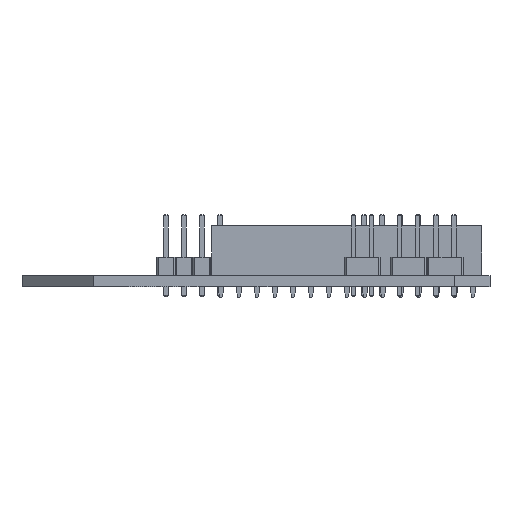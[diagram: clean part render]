
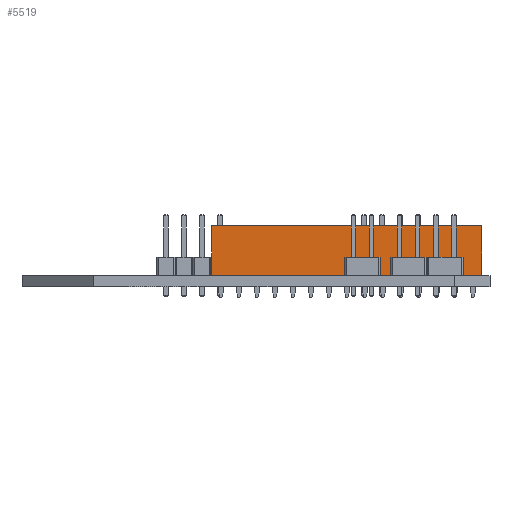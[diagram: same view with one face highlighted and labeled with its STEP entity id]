
A CAD part, front view. The second image highlights one B-rep face of the part: STEP entity #5519.
In plain terms, the highlighted face is planar.
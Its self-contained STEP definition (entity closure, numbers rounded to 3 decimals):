
#113 = PLANE('',#114);
#114 = AXIS2_PLACEMENT_3D('',#115,#116,#117);
#115 = CARTESIAN_POINT('',(-1.27,-36.83,0.));
#116 = DIRECTION('',(0.,1.,0.));
#117 = DIRECTION('',(1.,0.,0.));
#141 = PLANE('',#142);
#142 = AXIS2_PLACEMENT_3D('',#143,#144,#145);
#143 = CARTESIAN_POINT('',(1.27,-36.83,7.));
#144 = DIRECTION('',(-0.,0.,-1.));
#145 = DIRECTION('',(0.,-1.,-0.));
#169 = PLANE('',#170);
#170 = AXIS2_PLACEMENT_3D('',#171,#172,#173);
#171 = CARTESIAN_POINT('',(1.27,1.27,0.));
#172 = DIRECTION('',(0.,-1.,0.));
#173 = DIRECTION('',(-1.,0.,0.));
#211 = VERTEX_POINT('',#212);
#212 = CARTESIAN_POINT('',(-1.27,-36.83,0.));
#228 = PLANE('',#229);
#229 = AXIS2_PLACEMENT_3D('',#230,#231,#232);
#230 = CARTESIAN_POINT('',(1.27,-36.83,0.));
#231 = DIRECTION('',(-0.,0.,-1.));
#232 = DIRECTION('',(0.,-1.,-0.));
#240 = EDGE_CURVE('',#211,#241,#243,.T.);
#241 = VERTEX_POINT('',#242);
#242 = CARTESIAN_POINT('',(-1.27,-36.83,7.));
#243 = SURFACE_CURVE('',#244,(#248,#255),.PCURVE_S1.);
#244 = LINE('',#245,#246);
#245 = CARTESIAN_POINT('',(-1.27,-36.83,0.));
#246 = VECTOR('',#247,1.);
#247 = DIRECTION('',(0.,0.,1.));
#248 = PCURVE('',#113,#249);
#249 = DEFINITIONAL_REPRESENTATION('',(#250),#254);
#250 = LINE('',#251,#252);
#251 = CARTESIAN_POINT('',(0.,0.));
#252 = VECTOR('',#253,1.);
#253 = DIRECTION('',(0.,-1.));
#254 = ( GEOMETRIC_REPRESENTATION_CONTEXT(2) 
PARAMETRIC_REPRESENTATION_CONTEXT() REPRESENTATION_CONTEXT('2D SPACE',''
  ) );
#255 = PCURVE('',#256,#261);
#256 = PLANE('',#257);
#257 = AXIS2_PLACEMENT_3D('',#258,#259,#260);
#258 = CARTESIAN_POINT('',(-1.27,1.27,0.));
#259 = DIRECTION('',(1.,0.,0.));
#260 = DIRECTION('',(0.,-1.,0.));
#261 = DEFINITIONAL_REPRESENTATION('',(#262),#266);
#262 = LINE('',#263,#264);
#263 = CARTESIAN_POINT('',(38.1,0.));
#264 = VECTOR('',#265,1.);
#265 = DIRECTION('',(0.,-1.));
#266 = ( GEOMETRIC_REPRESENTATION_CONTEXT(2) 
PARAMETRIC_REPRESENTATION_CONTEXT() REPRESENTATION_CONTEXT('2D SPACE',''
  ) );
#423 = VERTEX_POINT('',#424);
#424 = CARTESIAN_POINT('',(-1.27,1.27,7.));
#445 = EDGE_CURVE('',#446,#423,#448,.T.);
#446 = VERTEX_POINT('',#447);
#447 = CARTESIAN_POINT('',(-1.27,1.27,0.));
#448 = SURFACE_CURVE('',#449,(#453,#460),.PCURVE_S1.);
#449 = LINE('',#450,#451);
#450 = CARTESIAN_POINT('',(-1.27,1.27,0.));
#451 = VECTOR('',#452,1.);
#452 = DIRECTION('',(0.,0.,1.));
#453 = PCURVE('',#169,#454);
#454 = DEFINITIONAL_REPRESENTATION('',(#455),#459);
#455 = LINE('',#456,#457);
#456 = CARTESIAN_POINT('',(2.54,0.));
#457 = VECTOR('',#458,1.);
#458 = DIRECTION('',(0.,-1.));
#459 = ( GEOMETRIC_REPRESENTATION_CONTEXT(2) 
PARAMETRIC_REPRESENTATION_CONTEXT() REPRESENTATION_CONTEXT('2D SPACE',''
  ) );
#460 = PCURVE('',#256,#461);
#461 = DEFINITIONAL_REPRESENTATION('',(#462),#466);
#462 = LINE('',#463,#464);
#463 = CARTESIAN_POINT('',(0.,0.));
#464 = VECTOR('',#465,1.);
#465 = DIRECTION('',(0.,-1.));
#466 = ( GEOMETRIC_REPRESENTATION_CONTEXT(2) 
PARAMETRIC_REPRESENTATION_CONTEXT() REPRESENTATION_CONTEXT('2D SPACE',''
  ) );
#590 = EDGE_CURVE('',#423,#241,#591,.T.);
#591 = SURFACE_CURVE('',#592,(#596,#603),.PCURVE_S1.);
#592 = LINE('',#593,#594);
#593 = CARTESIAN_POINT('',(-1.27,1.27,7.));
#594 = VECTOR('',#595,1.);
#595 = DIRECTION('',(0.,-1.,0.));
#596 = PCURVE('',#141,#597);
#597 = DEFINITIONAL_REPRESENTATION('',(#598),#602);
#598 = LINE('',#599,#600);
#599 = CARTESIAN_POINT('',(-38.1,2.54));
#600 = VECTOR('',#601,1.);
#601 = DIRECTION('',(1.,0.));
#602 = ( GEOMETRIC_REPRESENTATION_CONTEXT(2) 
PARAMETRIC_REPRESENTATION_CONTEXT() REPRESENTATION_CONTEXT('2D SPACE',''
  ) );
#603 = PCURVE('',#256,#604);
#604 = DEFINITIONAL_REPRESENTATION('',(#605),#609);
#605 = LINE('',#606,#607);
#606 = CARTESIAN_POINT('',(0.,-7.));
#607 = VECTOR('',#608,1.);
#608 = DIRECTION('',(1.,0.));
#609 = ( GEOMETRIC_REPRESENTATION_CONTEXT(2) 
PARAMETRIC_REPRESENTATION_CONTEXT() REPRESENTATION_CONTEXT('2D SPACE',''
  ) );
#2347 = EDGE_CURVE('',#446,#211,#2348,.T.);
#2348 = SURFACE_CURVE('',#2349,(#2353,#2360),.PCURVE_S1.);
#2349 = LINE('',#2350,#2351);
#2350 = CARTESIAN_POINT('',(-1.27,1.27,0.));
#2351 = VECTOR('',#2352,1.);
#2352 = DIRECTION('',(0.,-1.,0.));
#2353 = PCURVE('',#228,#2354);
#2354 = DEFINITIONAL_REPRESENTATION('',(#2355),#2359);
#2355 = LINE('',#2356,#2357);
#2356 = CARTESIAN_POINT('',(-38.1,2.54));
#2357 = VECTOR('',#2358,1.);
#2358 = DIRECTION('',(1.,0.));
#2359 = ( GEOMETRIC_REPRESENTATION_CONTEXT(2) 
PARAMETRIC_REPRESENTATION_CONTEXT() REPRESENTATION_CONTEXT('2D SPACE',''
  ) );
#2360 = PCURVE('',#256,#2361);
#2361 = DEFINITIONAL_REPRESENTATION('',(#2362),#2366);
#2362 = LINE('',#2363,#2364);
#2363 = CARTESIAN_POINT('',(0.,0.));
#2364 = VECTOR('',#2365,1.);
#2365 = DIRECTION('',(1.,0.));
#2366 = ( GEOMETRIC_REPRESENTATION_CONTEXT(2) 
PARAMETRIC_REPRESENTATION_CONTEXT() REPRESENTATION_CONTEXT('2D SPACE',''
  ) );
#5519 = ADVANCED_FACE('',(#5520),#256,.F.);
#5520 = FACE_BOUND('',#5521,.F.);
#5521 = EDGE_LOOP('',(#5522,#5523,#5524,#5525));
#5522 = ORIENTED_EDGE('',*,*,#445,.T.);
#5523 = ORIENTED_EDGE('',*,*,#590,.T.);
#5524 = ORIENTED_EDGE('',*,*,#240,.F.);
#5525 = ORIENTED_EDGE('',*,*,#2347,.F.);
